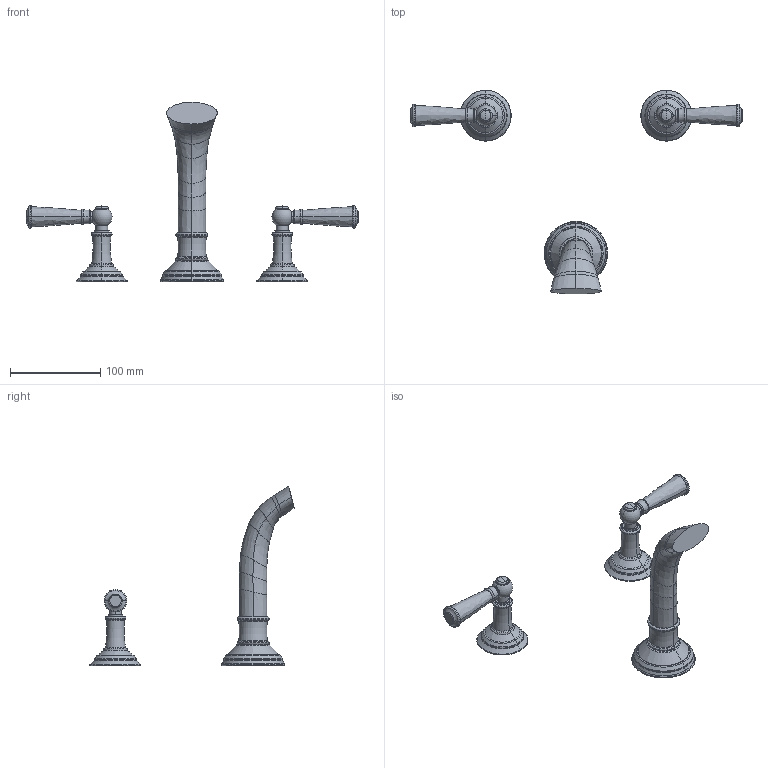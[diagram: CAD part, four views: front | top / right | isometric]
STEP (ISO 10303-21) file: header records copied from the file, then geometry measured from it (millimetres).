
FILE_DESCRIPTION((''),'2;1');
FILE_NAME('3-2415_SW0001','2020-12-01T16:08:42',('rsmith'),(''),'CREO PARAMETRIC BY PTC INC, 2018400','CREO PARAMETRIC BY PTC INC, 2018400','');
FILE_SCHEMA(('AUTOMOTIVE_DESIGN { 1 0 10303 214 1 1 1 1 }'));
Length unit declared in the file: inch
Products named in the file (1): 3-2415_SW0001
Bounding box: 367.67 x 226.09 x 198.75 mm (x, y, z)
Volume: 331207.7 mm3; surface area: 58939.1 mm2
Topology: 3 solids, 3 shells, 221 faces, 444 edges, 242 vertices
Faces by surface type: torus 114, bspline 42, cylinder 28, plane 23, sphere 8, cone 6
Entity records: 10813 total; most frequent: CARTESIAN_POINT 3163, DIRECTION 1078, ORIENTED_EDGE 880, PRESENTATION_STYLE_ASSIGNMENT 664, AXIS2_PLACEMENT_3D 517, STYLED_ITEM 443, CURVE_STYLE 440, EDGE_CURVE 440
